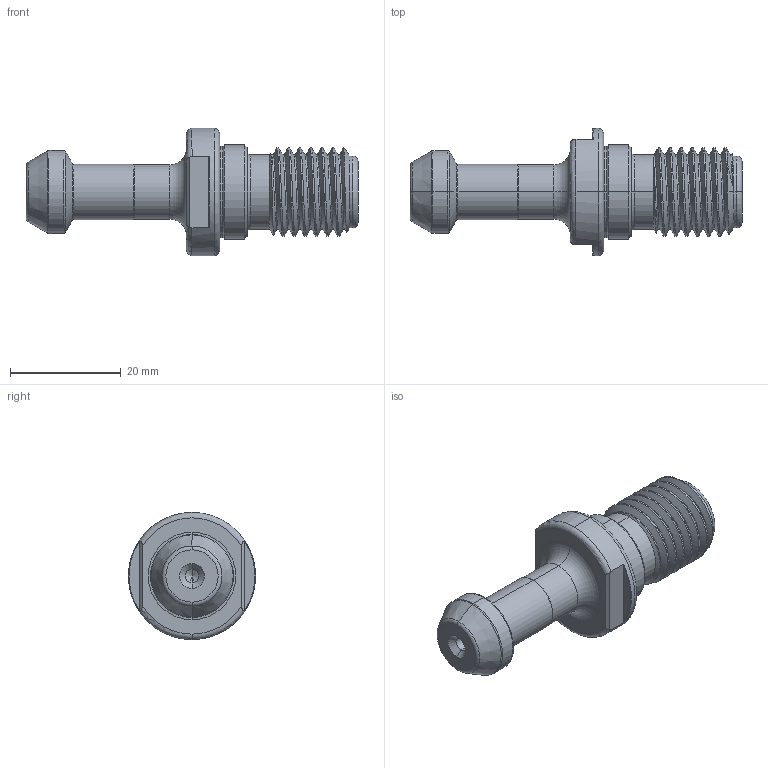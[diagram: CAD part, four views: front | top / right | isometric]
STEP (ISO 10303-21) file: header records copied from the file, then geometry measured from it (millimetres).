
FILE_DESCRIPTION (( 'STEP AP203' ), '1' );
FILE_NAME ('405.20.60.STEP', '2020-04-03T00:43:32', ( 'User' ), ( 'China' ), 'SwSTEP 2.0', 'SolidWorks 2016', '' );
FILE_SCHEMA (( 'CONFIG_CONTROL_DESIGN' ));
Length unit declared in the file: millimetre
Products named in the file (1): 405.20.60
Bounding box: 60 x 23 x 23 mm (x, y, z)
Volume: 9493.4 mm3; surface area: 3915.2 mm2
Topology: 1 solids, 1 shells, 98 faces, 228 edges, 134 vertices
Faces by surface type: cylinder 34, cone 25, torus 23, plane 13, bspline 3
Entity records: 4869 total; most frequent: CARTESIAN_POINT 2659, DIRECTION 464, ORIENTED_EDGE 448, EDGE_CURVE 224, AXIS2_PLACEMENT_3D 198, VERTEX_POINT 134, EDGE_LOOP 104, CIRCLE 102
